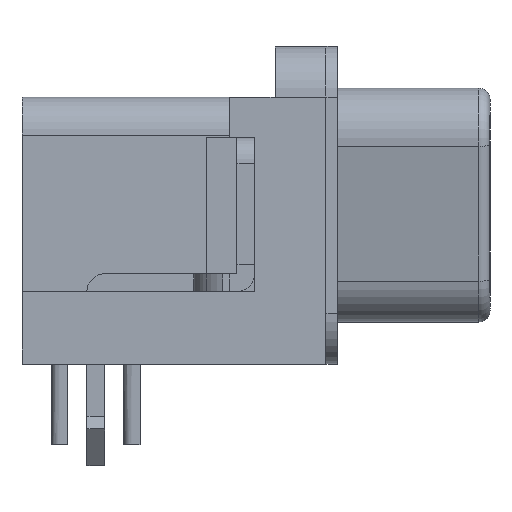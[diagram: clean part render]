
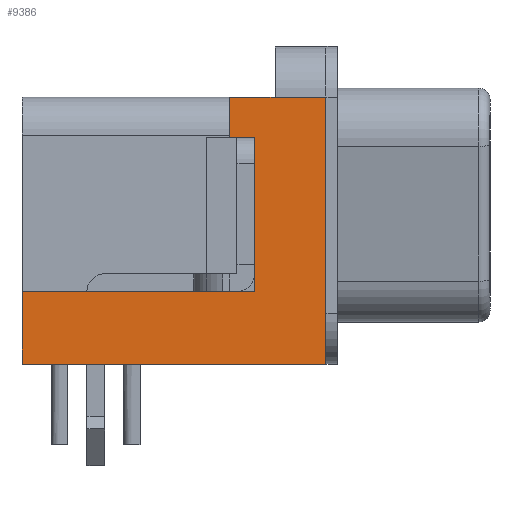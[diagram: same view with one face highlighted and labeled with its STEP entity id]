
A CAD part, left-side view. The second image highlights one B-rep face of the part: STEP entity #9386.
In plain terms, the highlighted planar face has unit normal (-1, 0, 0).
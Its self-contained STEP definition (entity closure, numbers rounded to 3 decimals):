
#459=LINE('',#13497,#1525);
#664=LINE('',#13943,#1730);
#686=LINE('',#13991,#1752);
#693=LINE('',#14008,#1759);
#700=LINE('',#14028,#1766);
#701=LINE('',#14030,#1767);
#702=LINE('',#14032,#1768);
#703=LINE('',#14034,#1769);
#704=LINE('',#14035,#1770);
#1525=VECTOR('',#10851,1000.);
#1730=VECTOR('',#11160,1000.);
#1752=VECTOR('',#11188,1000.);
#1759=VECTOR('',#11203,1000.);
#1766=VECTOR('',#11222,1000.);
#1767=VECTOR('',#11223,1000.);
#1768=VECTOR('',#11224,1000.);
#1769=VECTOR('',#11225,1000.);
#1770=VECTOR('',#11226,1000.);
#2931=ORIENTED_EDGE('',*,*,#5321,.T.);
#2932=ORIENTED_EDGE('',*,*,#5596,.T.);
#2933=ORIENTED_EDGE('',*,*,#5597,.T.);
#2934=ORIENTED_EDGE('',*,*,#5598,.T.);
#2935=ORIENTED_EDGE('',*,*,#5599,.F.);
#2936=ORIENTED_EDGE('',*,*,#5576,.T.);
#2937=ORIENTED_EDGE('',*,*,#5600,.T.);
#2938=ORIENTED_EDGE('',*,*,#5552,.T.);
#2939=ORIENTED_EDGE('',*,*,#5586,.T.);
#5321=EDGE_CURVE('',#6683,#6682,#459,.T.);
#5552=EDGE_CURVE('',#6872,#6871,#664,.T.);
#5576=EDGE_CURVE('',#6892,#6894,#686,.T.);
#5586=EDGE_CURVE('',#6871,#6683,#693,.T.);
#5596=EDGE_CURVE('',#6682,#6908,#700,.T.);
#5597=EDGE_CURVE('',#6908,#6909,#701,.T.);
#5598=EDGE_CURVE('',#6909,#6910,#702,.T.);
#5599=EDGE_CURVE('',#6892,#6910,#703,.T.);
#5600=EDGE_CURVE('',#6894,#6872,#704,.T.);
#6682=VERTEX_POINT('',#13496);
#6683=VERTEX_POINT('',#13498);
#6871=VERTEX_POINT('',#13942);
#6872=VERTEX_POINT('',#13944);
#6892=VERTEX_POINT('',#13986);
#6894=VERTEX_POINT('',#13990);
#6908=VERTEX_POINT('',#14029);
#6909=VERTEX_POINT('',#14031);
#6910=VERTEX_POINT('',#14033);
#7819=EDGE_LOOP('',(#2931,#2932,#2933,#2934,#2935,#2936,#2937,#2938,#2939));
#8463=FACE_BOUND('',#7819,.T.);
#9070=PLANE('',#10112);
#9386=ADVANCED_FACE('',(#8463),#9070,.T.);
#10112=AXIS2_PLACEMENT_3D('',#14027,#11220,#11221);
#10851=DIRECTION('',(0.,0.,1.));
#11160=DIRECTION('',(0.,0.,-1.));
#11188=DIRECTION('',(0.,0.,-1.));
#11203=DIRECTION('',(0.,-1.,0.));
#11220=DIRECTION('',(-1.,0.,0.));
#11221=DIRECTION('',(0.,0.,1.));
#11222=DIRECTION('',(0.,1.,0.));
#11223=DIRECTION('',(0.,1.,0.));
#11224=DIRECTION('',(0.,0.,-1.));
#11225=DIRECTION('',(0.,1.,0.));
#11226=DIRECTION('',(0.,1.,0.));
#13496=CARTESIAN_POINT('',(-19.6,-5.975,4.25));
#13497=CARTESIAN_POINT('',(-19.6,-5.975,-6.25));
#13498=CARTESIAN_POINT('',(-19.6,-5.975,-6.25));
#13942=CARTESIAN_POINT('',(-19.6,5.975,-6.25));
#13943=CARTESIAN_POINT('',(-19.6,5.975,4.25));
#13944=CARTESIAN_POINT('',(-19.6,5.975,-3.4));
#13986=CARTESIAN_POINT('',(-19.6,-3.175,2.65));
#13990=CARTESIAN_POINT('',(-19.6,-3.175,-3.4));
#13991=CARTESIAN_POINT('',(-19.6,-3.175,2.65));
#14008=CARTESIAN_POINT('',(-19.6,5.975,-6.25));
#14027=CARTESIAN_POINT('',(-19.6,0.,0.));
#14028=CARTESIAN_POINT('',(-19.6,0.,4.25));
#14029=CARTESIAN_POINT('',(-19.6,-3.975,4.25));
#14030=CARTESIAN_POINT('',(-19.6,-3.975,4.25));
#14031=CARTESIAN_POINT('',(-19.6,-2.175,4.25));
#14032=CARTESIAN_POINT('',(-19.6,-2.175,4.25));
#14033=CARTESIAN_POINT('',(-19.6,-2.175,2.65));
#14034=CARTESIAN_POINT('',(-19.6,-3.175,2.65));
#14035=CARTESIAN_POINT('',(-19.6,-2.175,-3.4));
